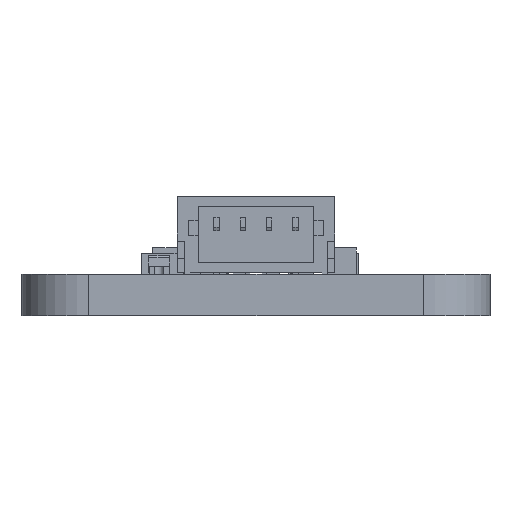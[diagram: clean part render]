
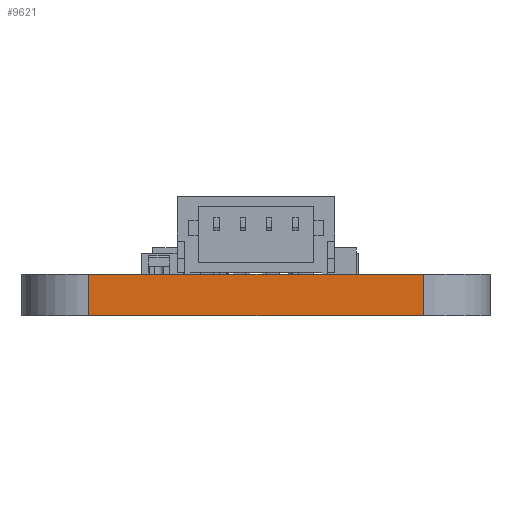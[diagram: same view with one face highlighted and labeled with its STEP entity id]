
A CAD part, left-side view. The second image highlights one B-rep face of the part: STEP entity #9621.
In plain terms, the highlighted planar face has unit normal (-1, 0, 0).
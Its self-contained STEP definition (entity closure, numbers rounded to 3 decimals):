
#175=PLANE('',#10318);
#630=FACE_OUTER_BOUND('',#1146,.T.);
#1146=EDGE_LOOP('',(#6578,#6579,#6580,#6581));
#1728=LINE('',#13742,#2900);
#1729=LINE('',#13745,#2901);
#1730=LINE('',#13747,#2902);
#1731=LINE('',#13748,#2903);
#2900=VECTOR('',#11164,10.);
#2901=VECTOR('',#11167,10.);
#2902=VECTOR('',#11168,10.);
#2903=VECTOR('',#11169,10.);
#4272=VERTEX_POINT('',#13738);
#4273=VERTEX_POINT('',#13740);
#4274=VERTEX_POINT('',#13744);
#4275=VERTEX_POINT('',#13746);
#5192=EDGE_CURVE('',#4272,#4273,#1728,.T.);
#5193=EDGE_CURVE('',#4274,#4272,#1729,.T.);
#5194=EDGE_CURVE('',#4275,#4273,#1730,.T.);
#5195=EDGE_CURVE('',#4274,#4275,#1731,.T.);
#6578=ORIENTED_EDGE('',*,*,#5193,.T.);
#6579=ORIENTED_EDGE('',*,*,#5192,.T.);
#6580=ORIENTED_EDGE('',*,*,#5194,.F.);
#6581=ORIENTED_EDGE('',*,*,#5195,.F.);
#9621=ADVANCED_FACE('',(#630),#175,.T.);
#10318=AXIS2_PLACEMENT_3D('',#13743,#11165,#11166);
#11164=DIRECTION('',(0.,0.,1.));
#11165=DIRECTION('center_axis',(-1.,0.,0.));
#11166=DIRECTION('ref_axis',(0.,-1.,0.));
#11167=DIRECTION('',(0.,-1.,0.));
#11168=DIRECTION('',(0.,-1.,0.));
#11169=DIRECTION('',(0.,0.,1.));
#13738=CARTESIAN_POINT('',(0.,2.54,0.));
#13740=CARTESIAN_POINT('',(0.,2.54,1.57));
#13742=CARTESIAN_POINT('',(0.,2.54,0.));
#13743=CARTESIAN_POINT('Origin',(0.,15.24,0.));
#13744=CARTESIAN_POINT('',(0.,15.24,0.));
#13745=CARTESIAN_POINT('',(0.,15.24,0.));
#13746=CARTESIAN_POINT('',(0.,15.24,1.57));
#13747=CARTESIAN_POINT('',(0.,15.24,1.57));
#13748=CARTESIAN_POINT('',(0.,15.24,0.));
